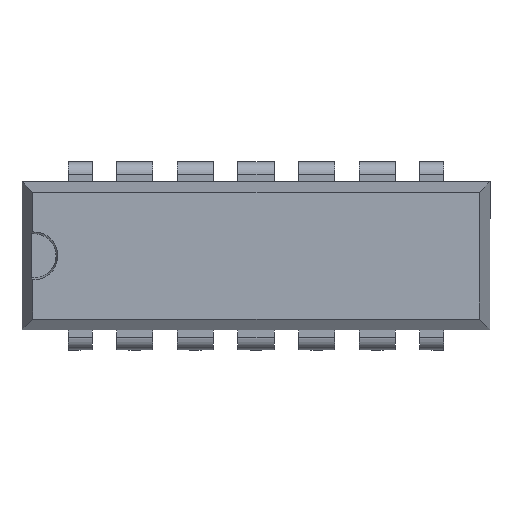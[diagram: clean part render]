
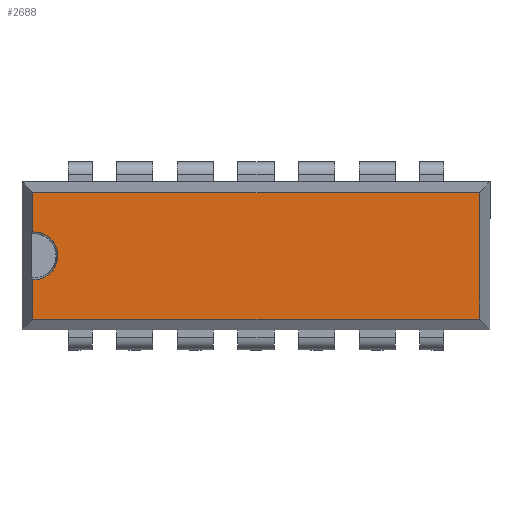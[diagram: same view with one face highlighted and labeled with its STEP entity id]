
A CAD part, top view. The second image highlights one B-rep face of the part: STEP entity #2688.
In plain terms, the highlighted planar face has unit normal (0, 0, 1).
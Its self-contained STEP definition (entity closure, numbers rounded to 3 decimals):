
#63 = VERTEX_POINT ( 'NONE', #6920 ) ;
#85 = ORIENTED_EDGE ( 'NONE', *, *, #6414, .F. ) ;
#374 = DIRECTION ( 'NONE',  ( -1., 0., 0. ) ) ;
#389 = VERTEX_POINT ( 'NONE', #5771 ) ;
#538 = EDGE_CURVE ( 'NONE', #2505, #4576, #5649, .T. ) ;
#542 = DIRECTION ( 'NONE',  ( 0., 0., 1. ) ) ;
#657 = VERTEX_POINT ( 'NONE', #1363 ) ;
#770 = EDGE_LOOP ( 'NONE', ( #1668, #3401, #5950, #4620, #5435, #5192, #2051, #85, #4024 ) ) ;
#1057 = LINE ( 'NONE', #6107, #3963 ) ;
#1080 = LINE ( 'NONE', #1588, #6167 ) ;
#1095 = PLANE ( 'NONE',  #6055 ) ;
#1150 = DIRECTION ( 'NONE',  ( 1., 0., 0. ) ) ;
#1156 = CARTESIAN_POINT ( 'NONE',  ( 16.97, 1.16, 4.36 ) ) ;
#1165 = VERTEX_POINT ( 'NONE', #4064 ) ;
#1212 = DIRECTION ( 'NONE',  ( 1., 0., 0. ) ) ;
#1363 = CARTESIAN_POINT ( 'NONE',  ( -1.68, 2.81, 4.36 ) ) ;
#1396 = CIRCLE ( 'NONE', #1513, 1. ) ;
#1479 = VERTEX_POINT ( 'NONE', #1156 ) ;
#1513 = AXIS2_PLACEMENT_3D ( 'NONE', #3875, #1678, #3334 ) ;
#1535 = EDGE_CURVE ( 'NONE', #4576, #1479, #6358, .T. ) ;
#1588 = CARTESIAN_POINT ( 'NONE',  ( 21.679, 6.46, 4.36 ) ) ;
#1668 = ORIENTED_EDGE ( 'NONE', *, *, #6995, .T. ) ;
#1678 = DIRECTION ( 'NONE',  ( 0., 0., -1. ) ) ;
#1770 = DIRECTION ( 'NONE',  ( 0., 0., -1. ) ) ;
#1952 = LINE ( 'NONE', #4185, #5232 ) ;
#2036 = EDGE_CURVE ( 'NONE', #1479, #63, #1057, .T. ) ;
#2051 = ORIENTED_EDGE ( 'NONE', *, *, #2036, .T. ) ;
#2166 = CARTESIAN_POINT ( 'NONE',  ( -1.73, 0.71, 4.36 ) ) ;
#2505 = VERTEX_POINT ( 'NONE', #4109 ) ;
#2507 = CARTESIAN_POINT ( 'NONE',  ( -1.73, 0.71, 4.36 ) ) ;
#2688 = ADVANCED_FACE ( 'NONE', ( #3877 ), #1095, .T. ) ;
#2778 = DIRECTION ( 'NONE',  ( 1., 0., 0. ) ) ;
#3334 = DIRECTION ( 'NONE',  ( 1., 0., 0. ) ) ;
#3337 = CARTESIAN_POINT ( 'NONE',  ( 1.27, 0.71, 4.36 ) ) ;
#3373 = DIRECTION ( 'NONE',  ( 0., 1., 0. ) ) ;
#3401 = ORIENTED_EDGE ( 'NONE', *, *, #7084, .T. ) ;
#3617 = DIRECTION ( 'NONE',  ( 1., 0., 0. ) ) ;
#3777 = LINE ( 'NONE', #2507, #5015 ) ;
#3826 = AXIS2_PLACEMENT_3D ( 'NONE', #4563, #1770, #4008 ) ;
#3875 = CARTESIAN_POINT ( 'NONE',  ( -1.68, 3.81, 4.36 ) ) ;
#3877 = FACE_OUTER_BOUND ( 'NONE', #770, .T. ) ;
#3963 = VECTOR ( 'NONE', #3373, 1000. ) ;
#4008 = DIRECTION ( 'NONE',  ( 1., 0., 0. ) ) ;
#4024 = ORIENTED_EDGE ( 'NONE', *, *, #6714, .T. ) ;
#4064 = CARTESIAN_POINT ( 'NONE',  ( -1.73, 6.46, 4.36 ) ) ;
#4109 = CARTESIAN_POINT ( 'NONE',  ( -1.73, 2.81, 4.36 ) ) ;
#4185 = CARTESIAN_POINT ( 'NONE',  ( -2.107, 2.81, 4.36 ) ) ;
#4242 = CARTESIAN_POINT ( 'NONE',  ( 21.679, 1.16, 4.36 ) ) ;
#4243 = VECTOR ( 'NONE', #3617, 1000. ) ;
#4330 = VECTOR ( 'NONE', #1212, 1000. ) ;
#4520 = CARTESIAN_POINT ( 'NONE',  ( -1.68, 4.81, 4.36 ) ) ;
#4563 = CARTESIAN_POINT ( 'NONE',  ( -1.68, 3.81, 4.36 ) ) ;
#4576 = VERTEX_POINT ( 'NONE', #5864 ) ;
#4620 = ORIENTED_EDGE ( 'NONE', *, *, #5428, .T. ) ;
#4877 = DIRECTION ( 'NONE',  ( 0., -1., 0. ) ) ;
#5015 = VECTOR ( 'NONE', #4877, 1000. ) ;
#5030 = VERTEX_POINT ( 'NONE', #7079 ) ;
#5192 = ORIENTED_EDGE ( 'NONE', *, *, #1535, .T. ) ;
#5232 = VECTOR ( 'NONE', #374, 1000. ) ;
#5428 = EDGE_CURVE ( 'NONE', #657, #2505, #1952, .T. ) ;
#5435 = ORIENTED_EDGE ( 'NONE', *, *, #538, .T. ) ;
#5575 = LINE ( 'NONE', #4520, #4330 ) ;
#5649 = LINE ( 'NONE', #2166, #5891 ) ;
#5665 = EDGE_CURVE ( 'NONE', #6821, #657, #6986, .T. ) ;
#5771 = CARTESIAN_POINT ( 'NONE',  ( -1.68, 4.81, 4.36 ) ) ;
#5864 = CARTESIAN_POINT ( 'NONE',  ( -1.73, 1.16, 4.36 ) ) ;
#5891 = VECTOR ( 'NONE', #7212, 1000. ) ;
#5950 = ORIENTED_EDGE ( 'NONE', *, *, #5665, .T. ) ;
#6055 = AXIS2_PLACEMENT_3D ( 'NONE', #3337, #542, #2778 ) ;
#6107 = CARTESIAN_POINT ( 'NONE',  ( 16.97, -3.549, 4.36 ) ) ;
#6167 = VECTOR ( 'NONE', #1150, 1000. ) ;
#6358 = LINE ( 'NONE', #4242, #4243 ) ;
#6414 = EDGE_CURVE ( 'NONE', #1165, #63, #1080, .T. ) ;
#6714 = EDGE_CURVE ( 'NONE', #1165, #5030, #3777, .T. ) ;
#6821 = VERTEX_POINT ( 'NONE', #7088 ) ;
#6920 = CARTESIAN_POINT ( 'NONE',  ( 16.97, 6.46, 4.36 ) ) ;
#6986 = CIRCLE ( 'NONE', #3826, 1. ) ;
#6995 = EDGE_CURVE ( 'NONE', #5030, #389, #5575, .T. ) ;
#7079 = CARTESIAN_POINT ( 'NONE',  ( -1.73, 4.81, 4.36 ) ) ;
#7084 = EDGE_CURVE ( 'NONE', #389, #6821, #1396, .T. ) ;
#7088 = CARTESIAN_POINT ( 'NONE',  ( -0.68, 3.81, 4.36 ) ) ;
#7212 = DIRECTION ( 'NONE',  ( 0., -1., 0. ) ) ;
